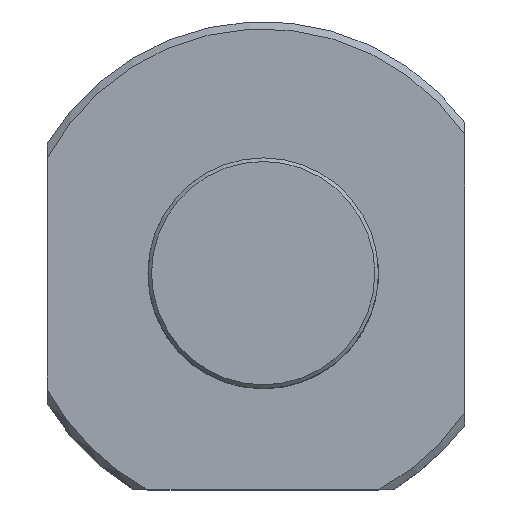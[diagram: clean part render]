
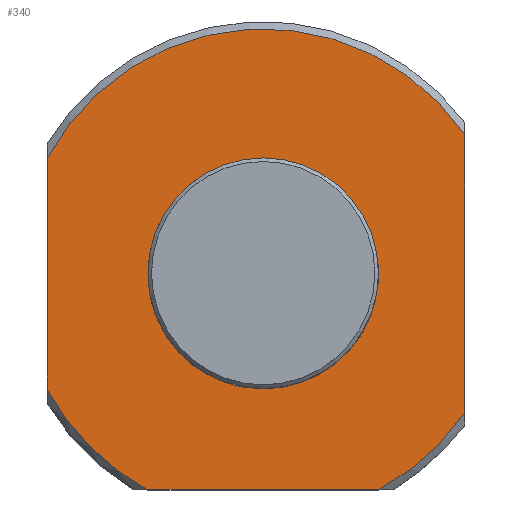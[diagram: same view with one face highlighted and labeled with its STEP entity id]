
A CAD part, top view. The second image highlights one B-rep face of the part: STEP entity #340.
In plain terms, the highlighted planar face has unit normal (0, 0, 1).
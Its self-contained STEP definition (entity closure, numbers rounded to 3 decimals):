
#185=LINE('',#1894,#262);
#186=LINE('',#1899,#263);
#187=LINE('',#1903,#264);
#262=VECTOR('',#1509,1.);
#263=VECTOR('',#1512,1.);
#264=VECTOR('',#1515,1.);
#340=ADVANCED_FACE('',(#472,#473),#421,.F.);
#421=PLANE('',#1354);
#472=FACE_BOUND('',#523,.T.);
#473=FACE_BOUND('',#524,.T.);
#523=EDGE_LOOP('',(#630,#631,#632,#633,#634,#635));
#524=EDGE_LOOP('',(#636));
#630=ORIENTED_EDGE('',*,*,#1123,.F.);
#631=ORIENTED_EDGE('',*,*,#1124,.T.);
#632=ORIENTED_EDGE('',*,*,#1125,.F.);
#633=ORIENTED_EDGE('',*,*,#1126,.T.);
#634=ORIENTED_EDGE('',*,*,#1127,.F.);
#635=ORIENTED_EDGE('',*,*,#1128,.T.);
#636=ORIENTED_EDGE('',*,*,#1129,.F.);
#994=VERTEX_POINT('',#1895);
#995=VERTEX_POINT('',#1896);
#996=VERTEX_POINT('',#1898);
#997=VERTEX_POINT('',#1900);
#998=VERTEX_POINT('',#1902);
#999=VERTEX_POINT('',#1904);
#1000=VERTEX_POINT('',#1907);
#1123=EDGE_CURVE('',#994,#995,#185,.T.);
#1124=EDGE_CURVE('',#994,#996,#1305,.T.);
#1125=EDGE_CURVE('',#997,#996,#186,.T.);
#1126=EDGE_CURVE('',#997,#998,#1306,.T.);
#1127=EDGE_CURVE('',#999,#998,#187,.T.);
#1128=EDGE_CURVE('',#999,#995,#1307,.T.);
#1129=EDGE_CURVE('',#1000,#1000,#1308,.T.);
#1305=CIRCLE('',#1350,34.);
#1306=CIRCLE('',#1351,34.);
#1307=CIRCLE('',#1352,34.);
#1308=CIRCLE('',#1353,10.5);
#1350=AXIS2_PLACEMENT_3D('',#1897,#1510,#1511);
#1351=AXIS2_PLACEMENT_3D('',#1901,#1513,#1514);
#1352=AXIS2_PLACEMENT_3D('',#1905,#1516,#1517);
#1353=AXIS2_PLACEMENT_3D('',#1906,#1518,#1519);
#1354=AXIS2_PLACEMENT_3D('',#1908,#1520,#1521);
#1509=DIRECTION('',(-1.,0.,0.));
#1510=DIRECTION('',(0.,0.,1.));
#1511=DIRECTION('',(0.,1.,0.));
#1512=DIRECTION('',(0.,-1.,0.));
#1513=DIRECTION('',(0.,0.,1.));
#1514=DIRECTION('',(0.,1.,0.));
#1515=DIRECTION('',(0.,1.,0.));
#1516=DIRECTION('',(0.,0.,1.));
#1517=DIRECTION('',(0.,1.,0.));
#1518=DIRECTION('',(0.,0.,1.));
#1519=DIRECTION('',(1.,0.,0.));
#1520=DIRECTION('',(0.,0.,-1.));
#1521=DIRECTION('',(0.,1.,0.));
#1894=CARTESIAN_POINT('',(0.,-30.,10.));
#1895=CARTESIAN_POINT('',(16.,-30.,10.));
#1896=CARTESIAN_POINT('',(-16.,-30.,10.));
#1897=CARTESIAN_POINT('',(0.,0.,10.));
#1898=CARTESIAN_POINT('',(28.,-19.287,10.));
#1899=CARTESIAN_POINT('',(28.,-35.,10.));
#1900=CARTESIAN_POINT('',(28.,19.287,10.));
#1901=CARTESIAN_POINT('',(0.,0.,10.));
#1902=CARTESIAN_POINT('',(-30.,16.,10.));
#1903=CARTESIAN_POINT('',(-30.,-35.,10.));
#1904=CARTESIAN_POINT('',(-30.,-16.,10.));
#1905=CARTESIAN_POINT('',(0.,0.,10.));
#1906=CARTESIAN_POINT('',(0.,0.,10.));
#1907=CARTESIAN_POINT('',(10.5,0.,10.));
#1908=CARTESIAN_POINT('',(0.,-35.,10.));
